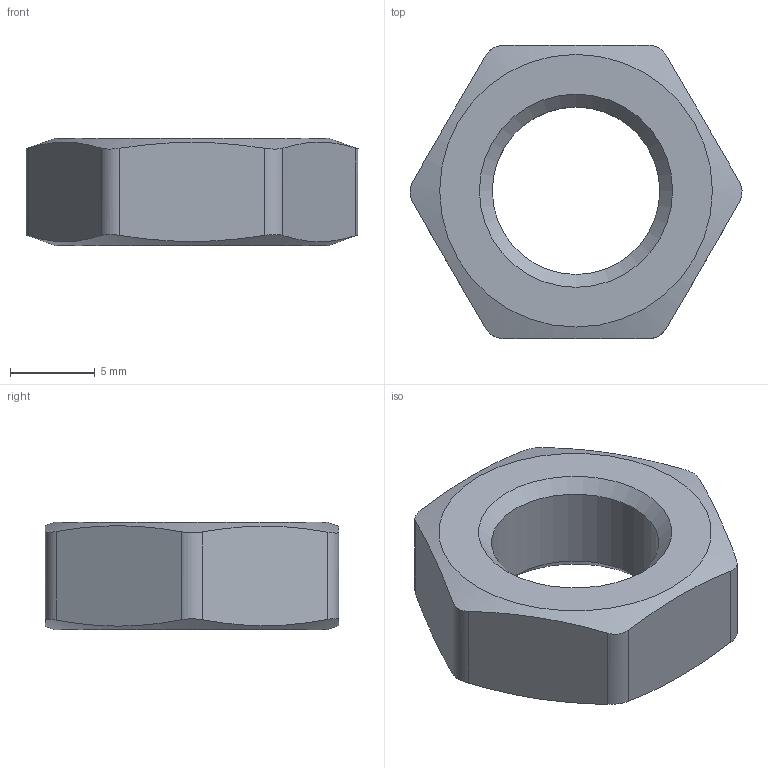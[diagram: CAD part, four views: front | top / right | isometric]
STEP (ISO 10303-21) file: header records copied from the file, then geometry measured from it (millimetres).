
FILE_DESCRIPTION(/* description */ (''),/* implementation_level */ '2;1');
FILE_NAME(/* name */ 'SUBCONN SSN7_16.stp',/* time_stamp */ '2015-09-28T15:47:26+02:00',/* author */ ('sh'),/* organization */ (''),/* preprocessor_version */ 'ST-DEVELOPER v15.2',/* originating_system */ 'Autodesk Inventor 2014',/* authorisation */ '');
FILE_SCHEMA (('AUTOMOTIVE_DESIGN { 1 0 10303 214 3 1 1 }'));
Length unit declared in the file: inch
Products named in the file (1): SUBCONN SSN7_16
Bounding box: 19.64 x 17.35 x 6.35 mm (x, y, z)
Volume: 1119.3 mm3; surface area: 876.3 mm2
Topology: 1 solids, 1 shells, 19 faces, 53 edges, 36 vertices
Faces by surface type: plane 8, cylinder 7, cone 4
Full cylindrical faces by diameter (mm): 9.906 x1
Entity records: 687 total; most frequent: CARTESIAN_POINT 248, ORIENTED_EDGE 96, DIRECTION 68, EDGE_CURVE 48, VERTEX_POINT 36, AXIS2_PLACEMENT_3D 28, EDGE_LOOP 26, FACE_OUTER_BOUND 19
